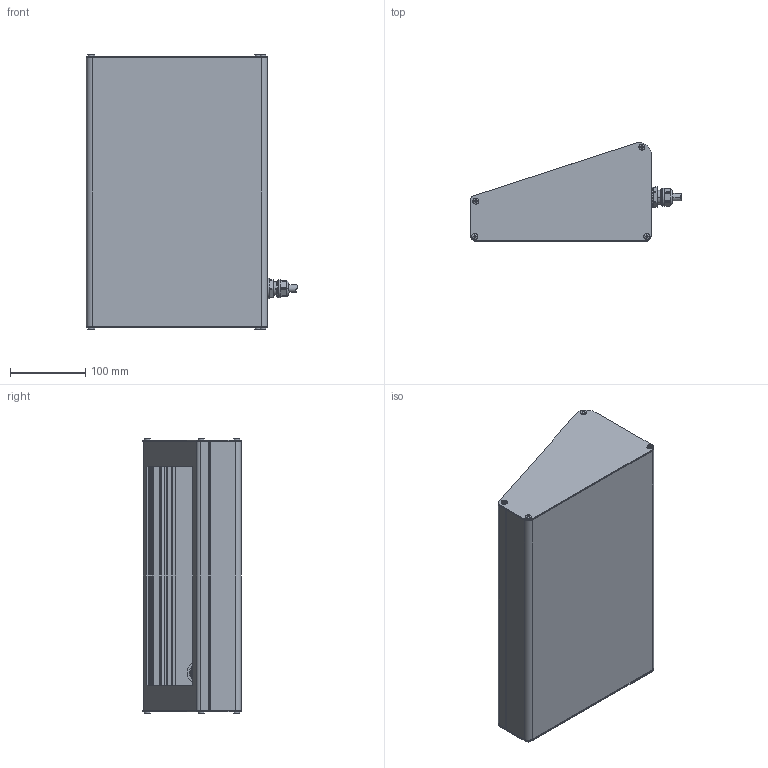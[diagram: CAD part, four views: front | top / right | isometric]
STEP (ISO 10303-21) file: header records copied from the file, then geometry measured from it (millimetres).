
FILE_DESCRIPTION (( 'STEP AP203' ), '1' );
FILE_NAME ('N1C-A04-STP.step', '2025-06-20T09:18:18', ( '' ), ( '' ), 'SwSTEP 2.0', 'SolidWorks 2020', '' );
FILE_SCHEMA (( 'CONFIG_CONTROL_DESIGN' ));
Length unit declared in the file: millimetre
Products named in the file (1): N1C-A04-STP
Bounding box: 280.36 x 130.29 x 364.96 mm (x, y, z)
Volume: 721264.3 mm3; surface area: 512052.8 mm2
Topology: 2 solids, 3 shells, 864 faces, 2430 edges, 1584 vertices
Faces by surface type: plane 403, cylinder 279, bspline 95, cone 71, sphere 16
Entity records: 32867 total; most frequent: CARTESIAN_POINT 10813, ORIENTED_EDGE 4860, DIRECTION 4448, EDGE_CURVE 2430, AXIS2_PLACEMENT_3D 1626, VERTEX_POINT 1584, LINE 1196, VECTOR 1196
